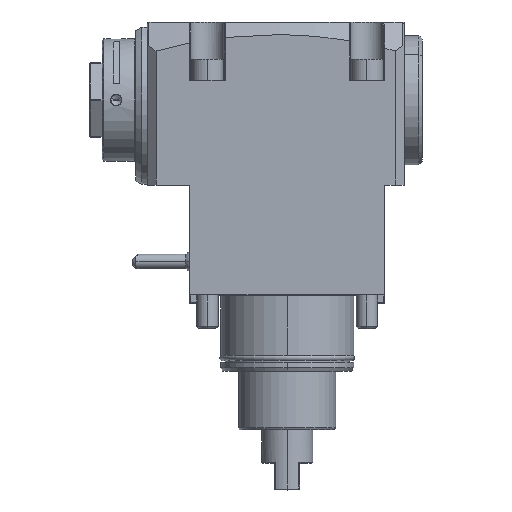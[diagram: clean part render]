
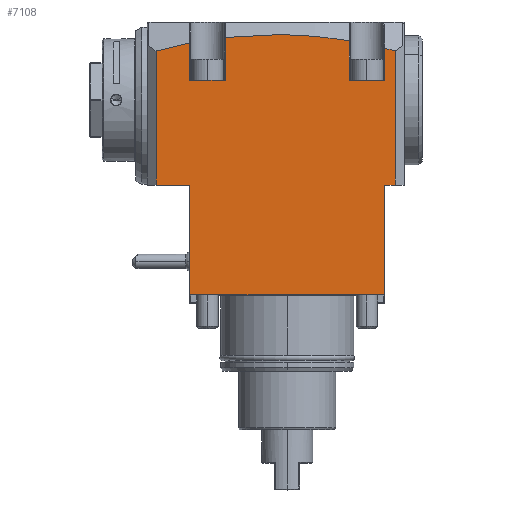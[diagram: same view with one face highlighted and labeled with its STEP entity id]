
A CAD part, top view. The second image highlights one B-rep face of the part: STEP entity #7108.
In plain terms, the highlighted planar face has unit normal (0, 0, 1).
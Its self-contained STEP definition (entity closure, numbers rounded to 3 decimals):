
#1304=DIRECTION('',(-1.,0.,0.));
#1305=VECTOR('',#1304,110.);
#1306=CARTESIAN_POINT('',(134.,0.,56.));
#1307=LINE('',#1306,#1305);
#1472=DIRECTION('',(0.,-1.,0.));
#1473=VECTOR('',#1472,75.637);
#1474=CARTESIAN_POINT('',(140.,137.637,56.));
#1475=LINE('',#1474,#1473);
#1476=DIRECTION('',(-1.,0.,0.));
#1477=VECTOR('',#1476,6.);
#1478=CARTESIAN_POINT('',(140.,62.,56.));
#1479=LINE('',#1478,#1477);
#1480=DIRECTION('',(0.,1.,0.));
#1481=VECTOR('',#1480,62.);
#1482=CARTESIAN_POINT('',(134.,0.,56.));
#1483=LINE('',#1482,#1481);
#1484=DIRECTION('',(0.,1.,0.));
#1485=VECTOR('',#1484,62.);
#1486=CARTESIAN_POINT('',(24.,0.,56.));
#1487=LINE('',#1486,#1485);
#1488=DIRECTION('',(1.,0.,0.));
#1489=VECTOR('',#1488,19.);
#1490=CARTESIAN_POINT('',(5.,62.,56.));
#1491=LINE('',#1490,#1489);
#1492=CARTESIAN_POINT('',(23.931,142.14,56.));
#1493=CARTESIAN_POINT('',(17.564,140.878,56.));
#1494=CARTESIAN_POINT('',(11.254,139.375,56.));
#1495=CARTESIAN_POINT('',(5.,137.637,56.));
#1497=DIRECTION('',(-0.631,0.776,0.));
#1498=VECTOR('',#1497,0.11);
#1499=CARTESIAN_POINT('',(24.,142.055,56.));
#1500=LINE('',#1499,#1498);
#1501=DIRECTION('',(0.,1.,0.));
#1502=VECTOR('',#1501,21.055);
#1503=CARTESIAN_POINT('',(24.,121.,56.));
#1504=LINE('',#1503,#1502);
#1505=DIRECTION('',(0.,-1.,0.));
#1506=VECTOR('',#1505,24.285);
#1507=CARTESIAN_POINT('',(44.,145.285,56.));
#1508=LINE('',#1507,#1506);
#1509=CARTESIAN_POINT('',(44.,145.285,56.));
#1510=CARTESIAN_POINT('',(55.71,146.638,56.));
#1511=CARTESIAN_POINT('',(79.086,147.665,56.));
#1512=CARTESIAN_POINT('',(102.377,145.4,56.));
#1513=CARTESIAN_POINT('',(114.,143.437,56.));
#1515=DIRECTION('',(0.,1.,0.));
#1516=VECTOR('',#1515,22.437);
#1517=CARTESIAN_POINT('',(114.,121.,56.));
#1518=LINE('',#1517,#1516);
#1519=DIRECTION('',(0.,-1.,0.));
#1520=VECTOR('',#1519,18.101);
#1521=CARTESIAN_POINT('',(134.,139.101,56.));
#1522=LINE('',#1521,#1520);
#1523=DIRECTION('',(-0.645,-0.764,0.));
#1524=VECTOR('',#1523,0.136);
#1525=CARTESIAN_POINT('',(134.088,139.205,56.));
#1526=LINE('',#1525,#1524);
#1527=CARTESIAN_POINT('',(134.088,139.205,56.));
#1528=CARTESIAN_POINT('',(136.065,138.706,56.));
#1529=CARTESIAN_POINT('',(138.035,138.183,56.));
#1530=CARTESIAN_POINT('',(140.,137.637,56.));
#1543=CARTESIAN_POINT('',(140.,137.637,56.));
#1970=CARTESIAN_POINT('',(44.,145.285,56.));
#1999=DIRECTION('',(-1.,0.,0.));
#2000=VECTOR('',#1999,20.);
#2001=CARTESIAN_POINT('',(134.,121.,56.));
#2002=LINE('',#2001,#2000);
#2176=DIRECTION('',(-1.,0.,0.));
#2177=VECTOR('',#2176,20.);
#2178=CARTESIAN_POINT('',(44.,121.,56.));
#2179=LINE('',#2178,#2177);
#2274=DIRECTION('',(0.,-1.,0.));
#2275=VECTOR('',#2274,75.637);
#2276=CARTESIAN_POINT('',(5.,137.637,56.));
#2277=LINE('',#2276,#2275);
#2290=CARTESIAN_POINT('',(5.,137.637,56.));
#4696=VERTEX_POINT('',#2290);
#4699=VERTEX_POINT('',#1543);
#4705=CARTESIAN_POINT('',(24.,121.,56.));
#4707=VERTEX_POINT('',#4705);
#4708=CARTESIAN_POINT('',(24.,142.055,56.));
#4709=CARTESIAN_POINT('',(23.931,142.14,56.));
#4710=VERTEX_POINT('',#4708);
#4711=VERTEX_POINT('',#4709);
#4719=VERTEX_POINT('',#1970);
#4720=CARTESIAN_POINT('',(44.,121.,56.));
#4721=VERTEX_POINT('',#4720);
#4742=VERTEX_POINT('',#1527);
#4743=VERTEX_POINT('',#1513);
#4745=CARTESIAN_POINT('',(114.,121.,56.));
#4747=VERTEX_POINT('',#4745);
#4752=CARTESIAN_POINT('',(134.,121.,56.));
#4754=VERTEX_POINT('',#4752);
#4801=CARTESIAN_POINT('',(134.,139.101,56.));
#4803=VERTEX_POINT('',#4801);
#5275=CARTESIAN_POINT('',(24.,0.,56.));
#5276=CARTESIAN_POINT('',(24.,62.,56.));
#5277=VERTEX_POINT('',#5275);
#5278=VERTEX_POINT('',#5276);
#5279=CARTESIAN_POINT('',(5.,62.,56.));
#5280=VERTEX_POINT('',#5279);
#5287=CARTESIAN_POINT('',(134.,0.,56.));
#5288=VERTEX_POINT('',#5287);
#5335=CARTESIAN_POINT('',(140.,62.,56.));
#5336=VERTEX_POINT('',#5335);
#5337=CARTESIAN_POINT('',(134.,62.,56.));
#5338=VERTEX_POINT('',#5337);
#7068=CARTESIAN_POINT('',(0.,154.,56.));
#7069=DIRECTION('',(0.,0.,1.));
#7070=DIRECTION('',(0.,-1.,0.));
#7071=AXIS2_PLACEMENT_3D('',#7068,#7069,#7070);
#7072=PLANE('',#7071);
#7074=ORIENTED_EDGE('',*,*,#7073,.T.);
#7076=ORIENTED_EDGE('',*,*,#7075,.T.);
#7078=ORIENTED_EDGE('',*,*,#7077,.F.);
#7079=ORIENTED_EDGE('',*,*,#6791,.T.);
#7080=ORIENTED_EDGE('',*,*,#6770,.T.);
#7081=ORIENTED_EDGE('',*,*,#6747,.F.);
#7083=ORIENTED_EDGE('',*,*,#7082,.F.);
#7085=ORIENTED_EDGE('',*,*,#7084,.F.);
#7087=ORIENTED_EDGE('',*,*,#7086,.F.);
#7089=ORIENTED_EDGE('',*,*,#7088,.F.);
#7091=ORIENTED_EDGE('',*,*,#7090,.F.);
#7093=ORIENTED_EDGE('',*,*,#7092,.F.);
#7095=ORIENTED_EDGE('',*,*,#7094,.T.);
#7097=ORIENTED_EDGE('',*,*,#7096,.F.);
#7099=ORIENTED_EDGE('',*,*,#7098,.F.);
#7101=ORIENTED_EDGE('',*,*,#7100,.F.);
#7103=ORIENTED_EDGE('',*,*,#7102,.F.);
#7105=ORIENTED_EDGE('',*,*,#7104,.T.);
#7106=EDGE_LOOP('',(#7074,#7076,#7078,#7079,#7080,#7081,#7083,#7085,#7087,#7089,
#7091,#7093,#7095,#7097,#7099,#7101,#7103,#7105));
#7107=FACE_OUTER_BOUND('',#7106,.F.);
#1496=B_SPLINE_CURVE_WITH_KNOTS('',3,(#1492,#1493,#1494,#1495),.UNSPECIFIED.,
.F.,.F.,(4,4),(0.,1.),.UNSPECIFIED.);
#1514=B_SPLINE_CURVE_WITH_KNOTS('',3,(#1509,#1510,#1511,#1512,#1513),
.UNSPECIFIED.,.F.,.F.,(4,1,4),(0.,0.5,1.),.UNSPECIFIED.);
#1531=B_SPLINE_CURVE_WITH_KNOTS('',3,(#1527,#1528,#1529,#1530),.UNSPECIFIED.,
.F.,.F.,(4,4),(0.,1.),.UNSPECIFIED.);
#6747=EDGE_CURVE('',#5280,#5278,#1491,.T.);
#6770=EDGE_CURVE('',#5277,#5278,#1487,.T.);
#6791=EDGE_CURVE('',#5288,#5277,#1307,.T.);
#7073=EDGE_CURVE('',#4699,#5336,#1475,.T.);
#7075=EDGE_CURVE('',#5336,#5338,#1479,.T.);
#7077=EDGE_CURVE('',#5288,#5338,#1483,.T.);
#7082=EDGE_CURVE('',#4696,#5280,#2277,.T.);
#7084=EDGE_CURVE('',#4711,#4696,#1496,.T.);
#7086=EDGE_CURVE('',#4710,#4711,#1500,.T.);
#7088=EDGE_CURVE('',#4707,#4710,#1504,.T.);
#7090=EDGE_CURVE('',#4721,#4707,#2179,.T.);
#7092=EDGE_CURVE('',#4719,#4721,#1508,.T.);
#7094=EDGE_CURVE('',#4719,#4743,#1514,.T.);
#7096=EDGE_CURVE('',#4747,#4743,#1518,.T.);
#7098=EDGE_CURVE('',#4754,#4747,#2002,.T.);
#7100=EDGE_CURVE('',#4803,#4754,#1522,.T.);
#7102=EDGE_CURVE('',#4742,#4803,#1526,.T.);
#7104=EDGE_CURVE('',#4742,#4699,#1531,.T.);
#7108=ADVANCED_FACE('',(#7107),#7072,.T.);
